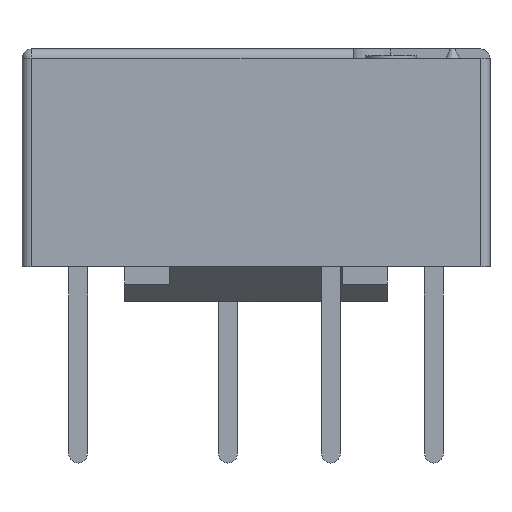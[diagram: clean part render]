
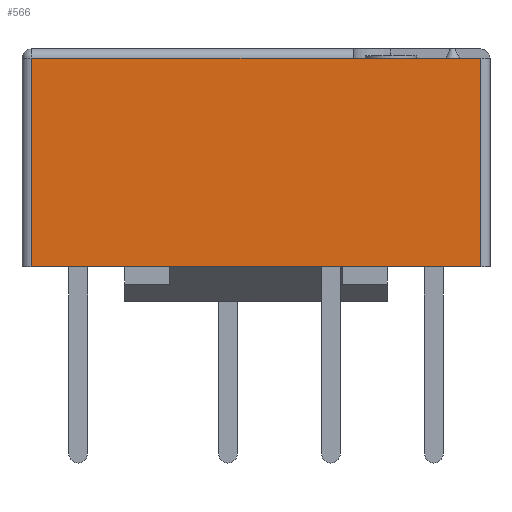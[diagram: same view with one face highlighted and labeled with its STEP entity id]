
A CAD part, front view. The second image highlights one B-rep face of the part: STEP entity #566.
In plain terms, the highlighted planar face has unit normal (0, -1, 0).
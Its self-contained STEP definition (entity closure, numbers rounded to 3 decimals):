
#566=ADVANCED_FACE('',(#14254),#14256,.T.);
#14254=FACE_BOUND('',#14255,.T.);
#14255=EDGE_LOOP('',(#24992,#24993,#24994,#24995,#24996));
#14256=PLANE('',#14257);
#14257=AXIS2_PLACEMENT_3D('',#14258,#14259,#14260);
#14258=CARTESIAN_POINT('',(-5.,-3.,1.));
#14259=DIRECTION('',(0.,-1.,0.));
#14260=DIRECTION('',(1.,0.,0.));
#24992=ORIENTED_EDGE('',*,*,#33591,.T.);
#24993=ORIENTED_EDGE('',*,*,#33592,.F.);
#24994=ORIENTED_EDGE('',*,*,#33593,.F.);
#24995=ORIENTED_EDGE('',*,*,#33550,.T.);
#24996=ORIENTED_EDGE('',*,*,#33590,.T.);
#33550=EDGE_CURVE('',#37996,#37994,#37997,.T.);
#33590=EDGE_CURVE('',#37994,#38055,#38057,.T.);
#33591=EDGE_CURVE('',#38055,#38058,#38059,.T.);
#33592=EDGE_CURVE('',#38060,#38058,#38061,.T.);
#33593=EDGE_CURVE('',#37996,#38060,#38062,.T.);
#37994=VERTEX_POINT('',#45530);
#37996=VERTEX_POINT('',#45535);
#37997=LINE('',#45536,#45537);
#38055=VERTEX_POINT('',#45679);
#38057=LINE('',#45684,#45685);
#38058=VERTEX_POINT('',#45687);
#38059=LINE('',#45688,#45689);
#38060=VERTEX_POINT('',#45691);
#38061=LINE('',#45692,#45693);
#38062=LINE('',#45695,#45696);
#45530=CARTESIAN_POINT('',(4.8,-3.,1.));
#45535=CARTESIAN_POINT('',(-4.8,-3.,1.));
#45536=CARTESIAN_POINT('',(-4.8,-3.,1.));
#45537=VECTOR('',#45538,1.);
#45538=DIRECTION('',(1.,0.,0.));
#45679=CARTESIAN_POINT('',(4.8,-3.,5.45));
#45684=CARTESIAN_POINT('',(4.8,-3.,1.));
#45685=VECTOR('',#45686,1.);
#45686=DIRECTION('',(0.,0.,1.));
#45687=CARTESIAN_POINT('',(2.08,-3.,5.45));
#45688=CARTESIAN_POINT('',(4.8,-3.,5.45));
#45689=VECTOR('',#45690,1.);
#45690=DIRECTION('',(-1.,0.,0.));
#45691=CARTESIAN_POINT('',(-4.8,-3.,5.45));
#45692=CARTESIAN_POINT('',(-4.8,-3.,5.45));
#45693=VECTOR('',#45694,1.);
#45694=DIRECTION('',(1.,0.,0.));
#45695=CARTESIAN_POINT('',(-4.8,-3.,1.));
#45696=VECTOR('',#45697,1.);
#45697=DIRECTION('',(0.,0.,1.));
